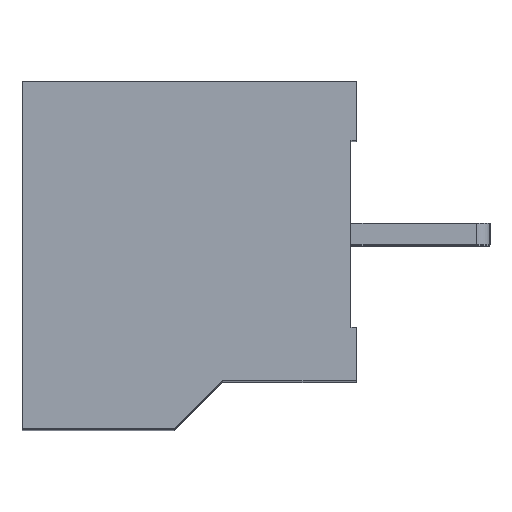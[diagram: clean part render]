
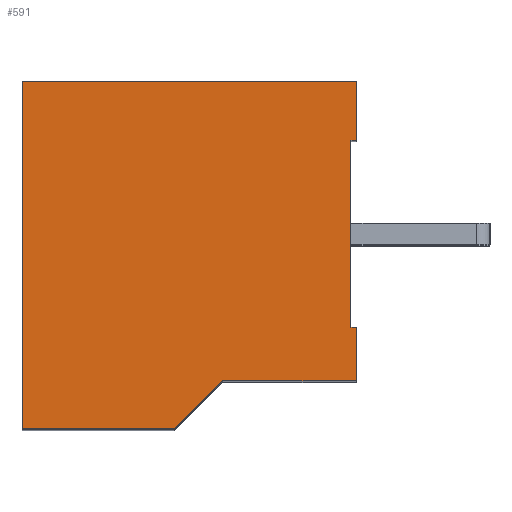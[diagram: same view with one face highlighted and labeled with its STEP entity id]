
A CAD part, top view. The second image highlights one B-rep face of the part: STEP entity #591.
In plain terms, the highlighted planar face has unit normal (0, 0, 1).
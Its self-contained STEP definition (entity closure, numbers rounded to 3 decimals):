
#591 = ADVANCED_FACE( '', ( #1264 ), #1265, .T. );
#1264 = FACE_OUTER_BOUND( '', #2050, .T. );
#1265 = PLANE( '', #2051 );
#2050 = EDGE_LOOP( '', ( #3568, #3569, #3570, #3571, #3572, #3573, #3574, #3575, #3576, #3577 ) );
#2051 = AXIS2_PLACEMENT_3D( '', #3578, #3579, #3580 );
#3568 = ORIENTED_EDGE( '', *, *, #5425, .F. );
#3569 = ORIENTED_EDGE( '', *, *, #5404, .F. );
#3570 = ORIENTED_EDGE( '', *, *, #5010, .T. );
#3571 = ORIENTED_EDGE( '', *, *, #5228, .F. );
#3572 = ORIENTED_EDGE( '', *, *, #5318, .F. );
#3573 = ORIENTED_EDGE( '', *, *, #5019, .T. );
#3574 = ORIENTED_EDGE( '', *, *, #5147, .F. );
#3575 = ORIENTED_EDGE( '', *, *, #5426, .F. );
#3576 = ORIENTED_EDGE( '', *, *, #5427, .T. );
#3577 = ORIENTED_EDGE( '', *, *, #4971, .F. );
#3578 = CARTESIAN_POINT( '', ( 12.003, -10.629, 0. ) );
#3579 = DIRECTION( '', ( 0., 0., 1. ) );
#3580 = DIRECTION( '', ( 1., 0., 0. ) );
#4971 = EDGE_CURVE( '', #6036, #6016, #6038, .T. );
#5010 = EDGE_CURVE( '', #6101, #6099, #6102, .T. );
#5019 = EDGE_CURVE( '', #6118, #6116, #6119, .T. );
#5147 = EDGE_CURVE( '', #6326, #6116, #6328, .T. );
#5228 = EDGE_CURVE( '', #6450, #6099, #6452, .T. );
#5318 = EDGE_CURVE( '', #6118, #6450, #6582, .T. );
#5404 = EDGE_CURVE( '', #6101, #6704, #6705, .T. );
#5425 = EDGE_CURVE( '', #6704, #6036, #6733, .T. );
#5426 = EDGE_CURVE( '', #6734, #6326, #6735, .T. );
#5427 = EDGE_CURVE( '', #6734, #6016, #6736, .T. );
#6016 = VERTEX_POINT( '', #7516 );
#6036 = VERTEX_POINT( '', #7546 );
#6038 = LINE( '', #7549, #7550 );
#6099 = VERTEX_POINT( '', #7639 );
#6101 = VERTEX_POINT( '', #7642 );
#6102 = LINE( '', #7643, #7644 );
#6116 = VERTEX_POINT( '', #7664 );
#6118 = VERTEX_POINT( '', #7667 );
#6119 = LINE( '', #7668, #7669 );
#6326 = VERTEX_POINT( '', #7969 );
#6328 = LINE( '', #7972, #7973 );
#6450 = VERTEX_POINT( '', #8153 );
#6452 = LINE( '', #8156, #8157 );
#6582 = LINE( '', #8355, #8356 );
#6704 = VERTEX_POINT( '', #8539 );
#6705 = LINE( '', #8540, #8541 );
#6733 = LINE( '', #8584, #8585 );
#6734 = VERTEX_POINT( '', #8586 );
#6735 = LINE( '', #8587, #8588 );
#6736 = LINE( '', #8589, #8590 );
#7516 = CARTESIAN_POINT( '', ( 0., 0., 0. ) );
#7546 = CARTESIAN_POINT( '', ( 0., -13., 0. ) );
#7549 = CARTESIAN_POINT( '', ( 0., -12.05, 0. ) );
#7550 = VECTOR( '', #9303, 1000. );
#7639 = CARTESIAN_POINT( '', ( 12.5, -11.2, 0. ) );
#7642 = CARTESIAN_POINT( '', ( 7.5, -11.2, 0. ) );
#7643 = CARTESIAN_POINT( '', ( 10.298, -11.2, 0. ) );
#7644 = VECTOR( '', #9333, 1000. );
#7664 = CARTESIAN_POINT( '', ( 12.3, -2.2, 0. ) );
#7667 = CARTESIAN_POINT( '', ( 12.3, -9.2, 0. ) );
#7668 = CARTESIAN_POINT( '', ( 12.3, -12.3, 0. ) );
#7669 = VECTOR( '', #9341, 1000. );
#7969 = CARTESIAN_POINT( '', ( 12.5, -2.2, 0. ) );
#7972 = CARTESIAN_POINT( '', ( 12.5, -2.2, 0. ) );
#7973 = VECTOR( '', #9451, 1000. );
#8153 = CARTESIAN_POINT( '', ( 12.5, -9.2, 0. ) );
#8156 = CARTESIAN_POINT( '', ( 12.5, -9.2, 0. ) );
#8157 = VECTOR( '', #9514, 1000. );
#8355 = CARTESIAN_POINT( '', ( 12.182, -9.2, 0. ) );
#8356 = VECTOR( '', #9589, 1000. );
#8539 = CARTESIAN_POINT( '', ( 5.7, -13., 0. ) );
#8540 = CARTESIAN_POINT( '', ( 7.5, -11.2, 0. ) );
#8541 = VECTOR( '', #9657, 1000. );
#8584 = CARTESIAN_POINT( '', ( 10.298, -13., 0. ) );
#8585 = VECTOR( '', #9673, 1000. );
#8586 = CARTESIAN_POINT( '', ( 12.5, 0., 0. ) );
#8587 = CARTESIAN_POINT( '', ( 12.5, 0., 0. ) );
#8588 = VECTOR( '', #9674, 1000. );
#8589 = CARTESIAN_POINT( '', ( 8.382, 0., 0. ) );
#8590 = VECTOR( '', #9675, 1000. );
#9303 = DIRECTION( '', ( 0., 1., 0. ) );
#9333 = DIRECTION( '', ( 1., 0., 0. ) );
#9341 = DIRECTION( '', ( 0., 1., 0. ) );
#9451 = DIRECTION( '', ( -1., 0., 0. ) );
#9514 = DIRECTION( '', ( 0., -1., 0. ) );
#9589 = DIRECTION( '', ( 1., 0., 0. ) );
#9657 = DIRECTION( '', ( -0.707, -0.707, 0. ) );
#9673 = DIRECTION( '', ( -1., 0., 0. ) );
#9674 = DIRECTION( '', ( 0., -1., 0. ) );
#9675 = DIRECTION( '', ( -1., 0., 0. ) );
